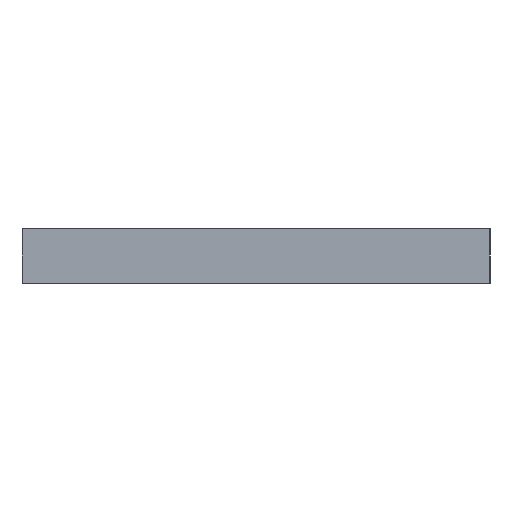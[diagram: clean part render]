
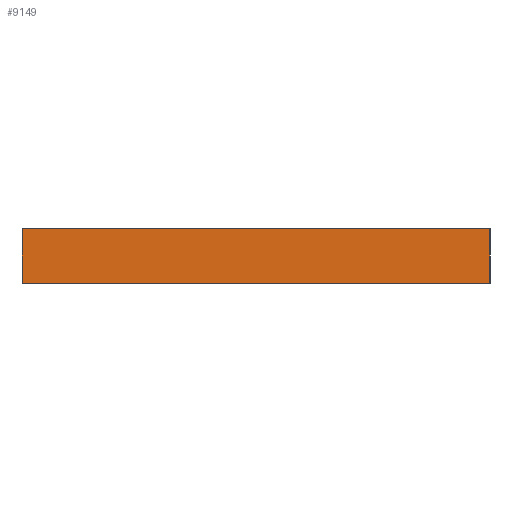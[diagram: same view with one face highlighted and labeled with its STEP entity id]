
A CAD part, left-side view. The second image highlights one B-rep face of the part: STEP entity #9149.
In plain terms, the highlighted planar face has unit normal (-1, 0, 0).
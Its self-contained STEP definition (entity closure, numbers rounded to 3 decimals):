
#1858=FACE_OUTER_BOUND('',#2595,.T.);
#2595=EDGE_LOOP('',(#8333,#8334,#8335,#8336));
#3043=LINE('',#16527,#3605);
#3112=LINE('',#17087,#3674);
#3213=LINE('',#17624,#3775);
#3215=LINE('',#17629,#3777);
#3605=VECTOR('',#10420,10.);
#3674=VECTOR('',#11107,10.);
#3775=VECTOR('',#11786,10.);
#3777=VECTOR('',#11794,10.);
#4287=VERTEX_POINT('',#16524);
#4288=VERTEX_POINT('',#16526);
#4470=VERTEX_POINT('',#17086);
#4616=VERTEX_POINT('',#17620);
#5381=EDGE_CURVE('',#4287,#4288,#3043,.T.);
#5630=EDGE_CURVE('',#4288,#4470,#3112,.T.);
#5875=EDGE_CURVE('',#4470,#4616,#3213,.T.);
#5877=EDGE_CURVE('',#4287,#4616,#3215,.T.);
#8333=ORIENTED_EDGE('',*,*,#5877,.T.);
#8334=ORIENTED_EDGE('',*,*,#5875,.F.);
#8335=ORIENTED_EDGE('',*,*,#5630,.F.);
#8336=ORIENTED_EDGE('',*,*,#5381,.F.);
#8598=PLANE('',#9852);
#9149=ADVANCED_FACE('',(#1858),#8598,.F.);
#9852=AXIS2_PLACEMENT_3D('',#17628,#11792,#11793);
#10420=DIRECTION('',(0.,0.,1.));
#11107=DIRECTION('',(0.,-1.,0.));
#11786=DIRECTION('',(0.,0.,-1.));
#11792=DIRECTION('center_axis',(1.,0.,0.));
#11793=DIRECTION('ref_axis',(0.,1.,0.));
#11794=DIRECTION('',(0.,-1.,0.));
#16524=CARTESIAN_POINT('',(0.,85.47,-10.));
#16526=CARTESIAN_POINT('',(0.,85.47,0.));
#16527=CARTESIAN_POINT('',(0.,85.47,-10.));
#17086=CARTESIAN_POINT('',(0.,0.,0.));
#17087=CARTESIAN_POINT('',(0.,85.47,0.));
#17620=CARTESIAN_POINT('',(0.,0.,-10.));
#17624=CARTESIAN_POINT('',(0.,0.,0.));
#17628=CARTESIAN_POINT('Origin',(0.,0.,-10.));
#17629=CARTESIAN_POINT('',(0.,85.47,-10.));
